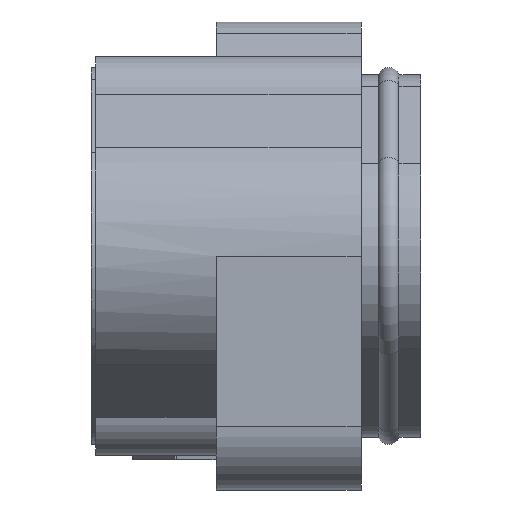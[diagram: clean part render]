
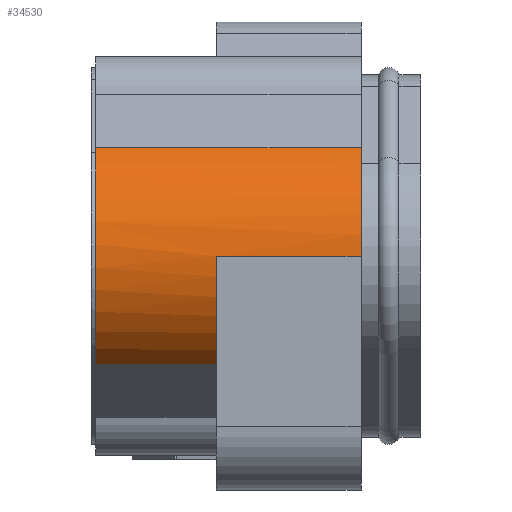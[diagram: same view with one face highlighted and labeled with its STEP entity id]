
A CAD part, left-side view. The second image highlights one B-rep face of the part: STEP entity #34530.
In plain terms, the highlighted cylindrical face has radius 9.1 mm (diameter 18.2 mm), a partial arc.
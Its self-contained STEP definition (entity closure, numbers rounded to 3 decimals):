
#5320=CARTESIAN_POINT('',(58.178,22.836,
-59.29));
#5330=VERTEX_POINT('',#5320);
#6250=CARTESIAN_POINT('',(50.723,18.955,
-59.29));
#6260=VERTEX_POINT('',#6250);
#6290=CARTESIAN_POINT('',(50.723,28.055,
-59.29));
#6300=DIRECTION('',(0.,0.,-1.));
#6310=DIRECTION('',(0.819,-0.574,0.));
#6320=AXIS2_PLACEMENT_3D('',#6290,#6300,#6310);
#6330=CIRCLE('',#6320,9.1);
#6340=EDGE_CURVE('',#5330,#6260,#6330,.T.);
#13900=CARTESIAN_POINT('',(50.723,18.955,-49.29))
;
#13910=VERTEX_POINT('',#13900);
#13940=CARTESIAN_POINT('',(50.723,18.955,
-49.29));
#13950=DIRECTION('',(0.,0.,-1.));
#13960=VECTOR('',#13950,1.);
#13970=LINE('',#13940,#13960);
#13980=EDGE_CURVE('',#13910,#6260,#13970,.T.);
#15760=CARTESIAN_POINT('',(58.178,22.836,
-40.99));
#15770=VERTEX_POINT('',#15760);
#15820=CARTESIAN_POINT('',(58.178,22.836,
-59.29));
#15830=DIRECTION('',(0.,0.,1.));
#15840=VECTOR('',#15830,1.);
#15850=LINE('',#15820,#15840);
#15860=EDGE_CURVE('',#5330,#15770,#15850,.T.);
#18080=CARTESIAN_POINT('',(50.723,28.055,
-49.29));
#18090=DIRECTION('',(0.,0.,-1.));
#18100=DIRECTION('',(0.,1.,0.));
#18110=AXIS2_PLACEMENT_3D('',#18080,#18090,#18100);
#18120=CIRCLE('',#18110,9.1);
#18130=CARTESIAN_POINT('',(46.576,19.955,
-49.29));
#18140=VERTEX_POINT('',#18130);
#18150=EDGE_CURVE('',#13910,#18140,#18120,.T.);
#21300=CARTESIAN_POINT('',(43.269,22.836,
-40.99));
#21310=VERTEX_POINT('',#21300);
#21340=CARTESIAN_POINT('',(43.269,22.836,
-59.29));
#21350=DIRECTION('',(0.,0.,1.));
#21360=VECTOR('',#21350,1.);
#21370=LINE('',#21340,#21360);
#21380=CARTESIAN_POINT('',(43.269,22.836,
-56.79));
#21390=VERTEX_POINT('',#21380);
#21400=EDGE_CURVE('',#21390,#21310,#21370,.T.);
#34190=CARTESIAN_POINT('',(50.723,28.055,
-38.99));
#34200=DIRECTION('',(0.,0.,-1.));
#34210=DIRECTION('',(0.,1.,0.));
#34220=AXIS2_PLACEMENT_3D('',#34190,#34200,#34210);
#34230=CYLINDRICAL_SURFACE('',#34220,9.1);
#34240=CARTESIAN_POINT('',(46.576,19.955,
-38.99));
#34250=DIRECTION('',(0.,0.,1.));
#34260=VECTOR('',#34250,1.);
#34270=LINE('',#34240,#34260);
#34280=CARTESIAN_POINT('',(46.576,19.955,
-56.79));
#34290=VERTEX_POINT('',#34280);
#34300=EDGE_CURVE('',#34290,#18140,#34270,.T.);
#34310=ORIENTED_EDGE('',*,*,#34300,.T.);
#34320=CARTESIAN_POINT('',(50.723,28.055,
-56.79));
#34330=DIRECTION('',(0.,0.,-1.));
#34340=DIRECTION('',(0.,1.,0.));
#34350=AXIS2_PLACEMENT_3D('',#34320,#34330,#34340);
#34360=CIRCLE('',#34350,9.1);
#34370=EDGE_CURVE('',#34290,#21390,#34360,.T.);
#34380=ORIENTED_EDGE('',*,*,#34370,.F.);
#34390=ORIENTED_EDGE('',*,*,#21400,.F.);
#34400=CARTESIAN_POINT('',(50.723,28.055,
-40.99));
#34410=DIRECTION('',(0.,0.,-1.));
#34420=DIRECTION('',(0.,1.,0.));
#34430=AXIS2_PLACEMENT_3D('',#34400,#34410,#34420);
#34440=CIRCLE('',#34430,9.1);
#34450=EDGE_CURVE('',#15770,#21310,#34440,.T.);
#34460=ORIENTED_EDGE('',*,*,#34450,.T.);
#34470=ORIENTED_EDGE('',*,*,#15860,.T.);
#34480=ORIENTED_EDGE('',*,*,#6340,.F.);
#34490=ORIENTED_EDGE('',*,*,#13980,.T.);
#34500=ORIENTED_EDGE('',*,*,#18150,.F.);
#34510=EDGE_LOOP('',(#34500,#34490,#34480,#34470,#34460,#34390,#34380,
#34310));
#34520=FACE_OUTER_BOUND('',#34510,.T.);
#34530=ADVANCED_FACE('',(#34520),#34230,.T.);
